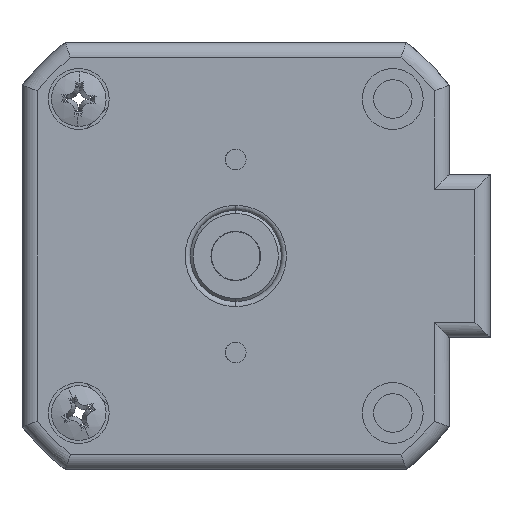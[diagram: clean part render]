
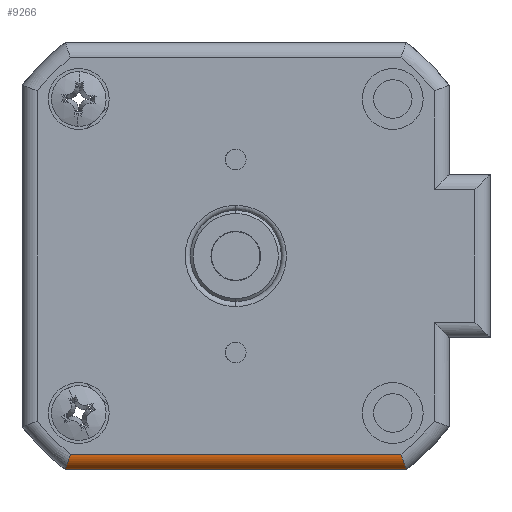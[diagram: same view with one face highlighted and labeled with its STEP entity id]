
A CAD part, front view. The second image highlights one B-rep face of the part: STEP entity #9266.
In plain terms, the highlighted cylindrical face has radius 1.5 mm (diameter 3 mm), a partial arc.
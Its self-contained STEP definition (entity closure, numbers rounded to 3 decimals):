
#20 = CARTESIAN_POINT ( 'NONE',  ( -1.269, -43.708, 13.75 ) ) ;
#62 = CARTESIAN_POINT ( 'NONE',  ( -34.427, -42.208, 12.25 ) ) ;
#255 = DIRECTION ( 'NONE',  ( -1., 0., 0. ) ) ;
#259 = CARTESIAN_POINT ( 'NONE',  ( -34.427, -42.208, 13.75 ) ) ;
#556 = LINE ( 'NONE', #62, #4594 ) ;
#754 = CARTESIAN_POINT ( 'NONE',  ( -34.427, -42.311, 12.25 ) ) ;
#1285 = EDGE_CURVE ( 'NONE', #6930, #2188, #556, .T. ) ;
#1438 = CARTESIAN_POINT ( 'NONE',  ( -0.739, -42.411, 12.26 ) ) ;
#1502 = CARTESIAN_POINT ( 'NONE',  ( -34.41, -42.608, 12.301 ) ) ;
#1738 = B_SPLINE_CURVE_WITH_KNOTS ( 'NONE', 3,
 ( #4545, #754, #6101, #1502, #6854, #2277, #7613, #3060, #8371, #3831, #9089, #4580 ),
 .UNSPECIFIED., .F., .F.,
 ( 4, 2, 2, 2, 2, 4 ),
 ( 0., 0., 0.001, 0.001, 0.002, 0.002 ),
 .UNSPECIFIED. ) ;
#1741 = DIRECTION ( 'NONE',  ( -1., 0., 0. ) ) ;
#1930 = EDGE_LOOP ( 'NONE', ( #5014, #4567, #2138, #9411 ) ) ;
#2006 = LINE ( 'NONE', #8653, #3839 ) ;
#2138 = ORIENTED_EDGE ( 'NONE', *, *, #8982, .F. ) ;
#2188 = VERTEX_POINT ( 'NONE', #3202 ) ;
#2229 = CARTESIAN_POINT ( 'NONE',  ( -0.764, -42.706, 12.331 ) ) ;
#2277 = CARTESIAN_POINT ( 'NONE',  ( -34.358, -42.982, 12.449 ) ) ;
#2840 = VERTEX_POINT ( 'NONE', #8186 ) ;
#2995 = CARTESIAN_POINT ( 'NONE',  ( -0.846, -43.149, 12.565 ) ) ;
#3060 = CARTESIAN_POINT ( 'NONE',  ( -34.218, -43.421, 12.845 ) ) ;
#3141 = CARTESIAN_POINT ( 'NONE',  ( -0.735, -42.208, 12.25 ) ) ;
#3202 = CARTESIAN_POINT ( 'NONE',  ( -34.427, -42.208, 12.25 ) ) ;
#3275 = AXIS2_PLACEMENT_3D ( 'NONE', #259, #1741, #6345 ) ;
#3281 = CYLINDRICAL_SURFACE ( 'NONE', #3275, 1.5 ) ;
#3743 = CARTESIAN_POINT ( 'NONE',  ( -0.735, -42.208, 12.25 ) ) ;
#3784 = CARTESIAN_POINT ( 'NONE',  ( -1.004, -43.528, 13.012 ) ) ;
#3831 = CARTESIAN_POINT ( 'NONE',  ( -34.032, -43.671, 13.367 ) ) ;
#3839 = VECTOR ( 'NONE', #7976, 1000. ) ;
#3861 = B_SPLINE_CURVE_WITH_KNOTS ( 'NONE', 3,
 ( #3743, #4503, #1438, #6795, #2229, #7563, #2995, #8330, #3784, #9023, #4529, #20 ),
 .UNSPECIFIED., .F., .F.,
 ( 4, 2, 2, 2, 2, 4 ),
 ( 0., 0., 0.001, 0.001, 0.002, 0.002 ),
 .UNSPECIFIED. ) ;
#4080 = VERTEX_POINT ( 'NONE', #4846 ) ;
#4503 = CARTESIAN_POINT ( 'NONE',  ( -0.735, -42.311, 12.25 ) ) ;
#4529 = CARTESIAN_POINT ( 'NONE',  ( -1.201, -43.708, 13.561 ) ) ;
#4545 = CARTESIAN_POINT ( 'NONE',  ( -34.427, -42.208, 12.25 ) ) ;
#4567 = ORIENTED_EDGE ( 'NONE', *, *, #4654, .F. ) ;
#4580 = CARTESIAN_POINT ( 'NONE',  ( -33.894, -43.708, 13.75 ) ) ;
#4594 = VECTOR ( 'NONE', #255, 1000. ) ;
#4654 = EDGE_CURVE ( 'NONE', #4080, #2840, #2006, .T. ) ;
#4846 = CARTESIAN_POINT ( 'NONE',  ( -33.894, -43.708, 13.75 ) ) ;
#5014 = ORIENTED_EDGE ( 'NONE', *, *, #5531, .T. ) ;
#5531 = EDGE_CURVE ( 'NONE', #6930, #2840, #3861, .T. ) ;
#6101 = CARTESIAN_POINT ( 'NONE',  ( -34.424, -42.411, 12.26 ) ) ;
#6345 = DIRECTION ( 'NONE',  ( 0., 0., 1. ) ) ;
#6795 = CARTESIAN_POINT ( 'NONE',  ( -0.753, -42.608, 12.301 ) ) ;
#6854 = CARTESIAN_POINT ( 'NONE',  ( -34.399, -42.706, 12.331 ) ) ;
#6930 = VERTEX_POINT ( 'NONE', #3141 ) ;
#7563 = CARTESIAN_POINT ( 'NONE',  ( -0.805, -42.982, 12.449 ) ) ;
#7613 = CARTESIAN_POINT ( 'NONE',  ( -34.317, -43.149, 12.565 ) ) ;
#7976 = DIRECTION ( 'NONE',  ( 1., 0., 0. ) ) ;
#8186 = CARTESIAN_POINT ( 'NONE',  ( -1.269, -43.708, 13.75 ) ) ;
#8330 = CARTESIAN_POINT ( 'NONE',  ( -0.945, -43.421, 12.845 ) ) ;
#8371 = CARTESIAN_POINT ( 'NONE',  ( -34.159, -43.528, 13.012 ) ) ;
#8653 = CARTESIAN_POINT ( 'NONE',  ( -17.581, -43.708, 13.75 ) ) ;
#8982 = EDGE_CURVE ( 'NONE', #2188, #4080, #1738, .T. ) ;
#9023 = CARTESIAN_POINT ( 'NONE',  ( -1.131, -43.671, 13.367 ) ) ;
#9089 = CARTESIAN_POINT ( 'NONE',  ( -33.962, -43.708, 13.561 ) ) ;
#9266 = ADVANCED_FACE ( 'NONE', ( #9288 ), #3281, .T. ) ;
#9288 = FACE_OUTER_BOUND ( 'NONE', #1930, .T. ) ;
#9411 = ORIENTED_EDGE ( 'NONE', *, *, #1285, .F. ) ;
